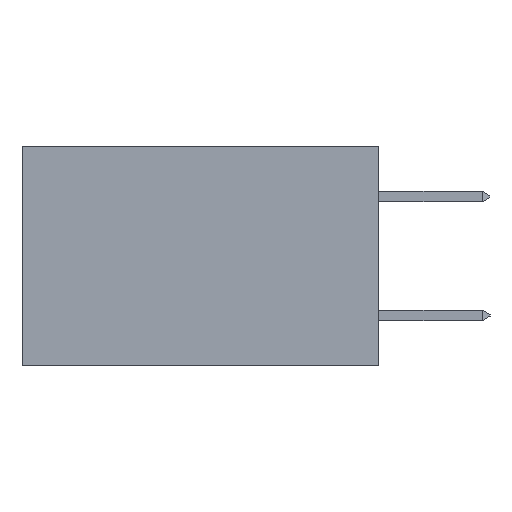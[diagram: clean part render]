
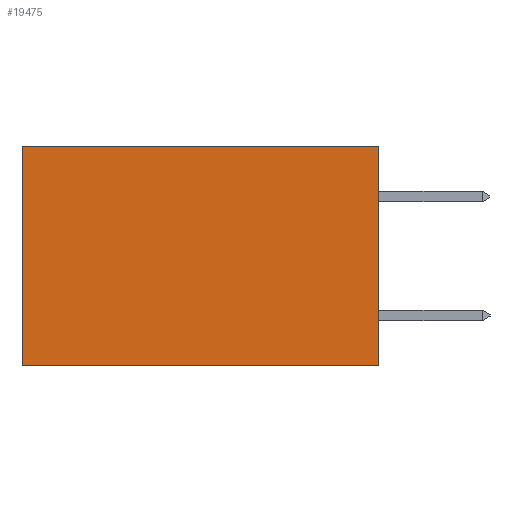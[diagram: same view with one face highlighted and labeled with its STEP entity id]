
A CAD part, left-side view. The second image highlights one B-rep face of the part: STEP entity #19475.
In plain terms, the highlighted planar face has unit normal (-1, 0, 0).
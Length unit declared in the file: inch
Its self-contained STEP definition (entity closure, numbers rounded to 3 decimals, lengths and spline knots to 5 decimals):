
#1233 = VERTEX_POINT ( 'NONE', #4447 ) ;
#2036 = ORIENTED_EDGE ( 'NONE', *, *, #6763, .T. ) ;
#2679 = VECTOR ( 'NONE', #11316, 39.37008 ) ;
#2941 = FACE_OUTER_BOUND ( 'NONE', #23381, .T. ) ;
#4447 = CARTESIAN_POINT ( 'NONE',  ( 0.2615, 0., -0.37 ) ) ;
#6594 = ORIENTED_EDGE ( 'NONE', *, *, #7407, .F. ) ;
#6695 = CARTESIAN_POINT ( 'NONE',  ( 0.2615, 0.6, -0.37 ) ) ;
#6763 = EDGE_CURVE ( 'NONE', #14326, #15508, #13082, .T. ) ;
#6840 = DIRECTION ( 'NONE',  ( 0., 0., -1. ) ) ;
#7407 = EDGE_CURVE ( 'NONE', #14326, #1233, #13955, .T. ) ;
#8183 = DIRECTION ( 'NONE',  ( 0., 0., -1. ) ) ;
#8371 = VECTOR ( 'NONE', #24432, 39.37008 ) ;
#8723 = CARTESIAN_POINT ( 'NONE',  ( 0.2615, 0., -0.37 ) ) ;
#9514 = VECTOR ( 'NONE', #8183, 39.37008 ) ;
#10545 = CARTESIAN_POINT ( 'NONE',  ( 0.2615, 0.6, 0. ) ) ;
#11316 = DIRECTION ( 'NONE',  ( 0., 1., 0. ) ) ;
#12759 = CARTESIAN_POINT ( 'NONE',  ( 0.2615, 0., -0.37 ) ) ;
#13082 = LINE ( 'NONE', #18231, #2679 ) ;
#13478 = CARTESIAN_POINT ( 'NONE',  ( 0.2615, 0., 0. ) ) ;
#13565 = LINE ( 'NONE', #12759, #8371 ) ;
#13955 = LINE ( 'NONE', #21389, #17926 ) ;
#14326 = VERTEX_POINT ( 'NONE', #13478 ) ;
#14368 = ORIENTED_EDGE ( 'NONE', *, *, #16706, .T. ) ;
#14694 = AXIS2_PLACEMENT_3D ( 'NONE', #8723, #18545, #6840 ) ;
#15508 = VERTEX_POINT ( 'NONE', #10545 ) ;
#16595 = PLANE ( 'NONE',  #14694 ) ;
#16706 = EDGE_CURVE ( 'NONE', #15508, #17514, #19283, .T. ) ;
#17514 = VERTEX_POINT ( 'NONE', #6695 ) ;
#17926 = VECTOR ( 'NONE', #20656, 39.37008 ) ;
#18231 = CARTESIAN_POINT ( 'NONE',  ( 0.2615, 0., 0. ) ) ;
#18545 = DIRECTION ( 'NONE',  ( 1., 0., 0. ) ) ;
#19283 = LINE ( 'NONE', #21813, #9514 ) ;
#19475 = ADVANCED_FACE ( 'NONE', ( #2941 ), #16595, .F. ) ;
#20656 = DIRECTION ( 'NONE',  ( 0., 0., -1. ) ) ;
#21259 = EDGE_CURVE ( 'NONE', #1233, #17514, #13565, .T. ) ;
#21389 = CARTESIAN_POINT ( 'NONE',  ( 0.2615, 0., -0.37 ) ) ;
#21813 = CARTESIAN_POINT ( 'NONE',  ( 0.2615, 0.6, -0.37 ) ) ;
#22867 = ORIENTED_EDGE ( 'NONE', *, *, #21259, .F. ) ;
#23381 = EDGE_LOOP ( 'NONE', ( #14368, #22867, #6594, #2036 ) ) ;
#24432 = DIRECTION ( 'NONE',  ( 0., 1., 0. ) ) ;
